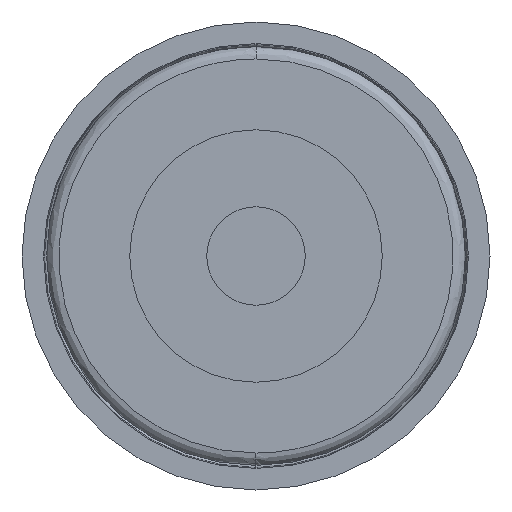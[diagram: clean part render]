
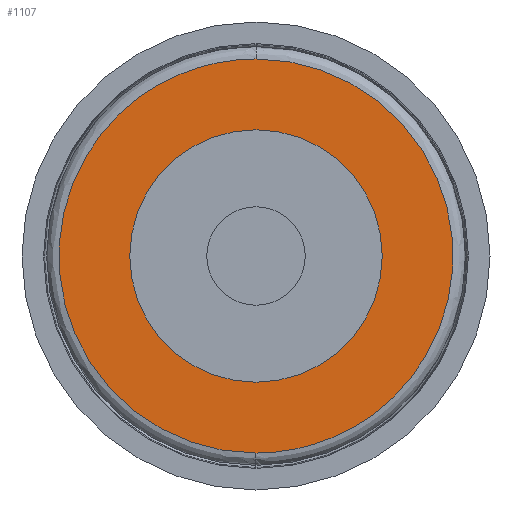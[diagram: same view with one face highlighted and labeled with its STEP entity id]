
A CAD part, front view. The second image highlights one B-rep face of the part: STEP entity #1107.
In plain terms, the highlighted planar face has unit normal (0, -1, 0).
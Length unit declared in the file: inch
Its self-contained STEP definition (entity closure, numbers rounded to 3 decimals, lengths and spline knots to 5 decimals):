
#87 = CARTESIAN_POINT ( 'NONE',  ( 4.00495, 0.8464, 0.99302 ) ) ;
#103 = CARTESIAN_POINT ( 'NONE',  ( 1.48526, 0.8464, 2.25286 ) ) ;
#319 = CARTESIAN_POINT ( 'NONE',  ( 1.48526, 0.8464, 0.99302 ) ) ;
#439 = DIRECTION ( 'NONE',  ( 0., -1., 0. ) ) ;
#512 = EDGE_CURVE ( 'NONE', #2368, #1831, #3289, .T. ) ;
#677 = EDGE_LOOP ( 'NONE', ( #4776, #1840 ) ) ;
#699 =( BOUNDED_CURVE ( )  B_SPLINE_CURVE ( 3, ( #319, #2619, #711, #3414 ),
 .UNSPECIFIED., .F., .F. ) 
 B_SPLINE_CURVE_WITH_KNOTS ( ( 4, 4 ),
 ( 0., 1. ),
 .UNSPECIFIED. ) 
 CURVE ( )  GEOMETRIC_REPRESENTATION_ITEM ( )  RATIONAL_B_SPLINE_CURVE ( ( 1., 0.333, 0.333, 1. ) ) 
 REPRESENTATION_ITEM ( '' )  );
#711 = CARTESIAN_POINT ( 'NONE',  ( -1.03442, 0.8464, 3.5127 ) ) ;
#1015 = CARTESIAN_POINT ( 'NONE',  ( 1.48526, 0.8464, 2.25286 ) ) ;
#1107 = ADVANCED_FACE ( 'NONE', ( #2587, #2483 ), #2137, .T. ) ;
#1179 = CARTESIAN_POINT ( 'NONE',  ( 2.29235, 0.8464, 2.25286 ) ) ;
#1294 = VERTEX_POINT ( 'NONE', #4962 ) ;
#1395 = DIRECTION ( 'NONE',  ( 0., 0., -1. ) ) ;
#1462 = EDGE_CURVE ( 'NONE', #1294, #3477, #3799, .T. ) ;
#1831 = VERTEX_POINT ( 'NONE', #4001 ) ;
#1840 = ORIENTED_EDGE ( 'NONE', *, *, #2147, .F. ) ;
#2126 = AXIS2_PLACEMENT_3D ( 'NONE', #1015, #3724, #1395 ) ;
#2137 = PLANE ( 'NONE',  #3177 ) ;
#2147 = EDGE_CURVE ( 'NONE', #3477, #1294, #699, .T. ) ;
#2368 = VERTEX_POINT ( 'NONE', #4841 ) ;
#2383 = CARTESIAN_POINT ( 'NONE',  ( 4.00495, 0.8464, 3.5127 ) ) ;
#2405 = DIRECTION ( 'NONE',  ( 0., 1., 0. ) ) ;
#2483 = FACE_OUTER_BOUND ( 'NONE', #677, .T. ) ;
#2587 = FACE_BOUND ( 'NONE', #2924, .T. ) ;
#2619 = CARTESIAN_POINT ( 'NONE',  ( -1.03442, 0.8464, 0.99302 ) ) ;
#2745 = DIRECTION ( 'NONE',  ( 0., 0., -1. ) ) ;
#2779 = CARTESIAN_POINT ( 'NONE',  ( 1.48526, 0.8464, 0.99302 ) ) ;
#2819 = ORIENTED_EDGE ( 'NONE', *, *, #4730, .T. ) ;
#2924 = EDGE_LOOP ( 'NONE', ( #4719, #2819 ) ) ;
#3177 = AXIS2_PLACEMENT_3D ( 'NONE', #1179, #439, #2745 ) ;
#3289 = CIRCLE ( 'NONE', #3460, 0.80709 ) ;
#3414 = CARTESIAN_POINT ( 'NONE',  ( 1.48526, 0.8464, 3.5127 ) ) ;
#3460 = AXIS2_PLACEMENT_3D ( 'NONE', #103, #2405, #4700 ) ;
#3477 = VERTEX_POINT ( 'NONE', #3793 ) ;
#3724 = DIRECTION ( 'NONE',  ( 0., 1., 0. ) ) ;
#3793 = CARTESIAN_POINT ( 'NONE',  ( 1.48526, 0.8464, 0.99302 ) ) ;
#3799 =( BOUNDED_CURVE ( )  B_SPLINE_CURVE ( 3, ( #4305, #2383, #87, #2779 ),
 .UNSPECIFIED., .F., .F. ) 
 B_SPLINE_CURVE_WITH_KNOTS ( ( 4, 4 ),
 ( 0., 1. ),
 .UNSPECIFIED. ) 
 CURVE ( )  GEOMETRIC_REPRESENTATION_ITEM ( )  RATIONAL_B_SPLINE_CURVE ( ( 1., 0.333, 0.333, 1. ) ) 
 REPRESENTATION_ITEM ( '' )  );
#4001 = CARTESIAN_POINT ( 'NONE',  ( 1.48526, 0.8464, 3.05995 ) ) ;
#4305 = CARTESIAN_POINT ( 'NONE',  ( 1.48526, 0.8464, 3.5127 ) ) ;
#4455 = CIRCLE ( 'NONE', #2126, 0.80709 ) ;
#4700 = DIRECTION ( 'NONE',  ( 0., 0., -1. ) ) ;
#4719 = ORIENTED_EDGE ( 'NONE', *, *, #512, .T. ) ;
#4730 = EDGE_CURVE ( 'NONE', #1831, #2368, #4455, .T. ) ;
#4776 = ORIENTED_EDGE ( 'NONE', *, *, #1462, .F. ) ;
#4841 = CARTESIAN_POINT ( 'NONE',  ( 1.48526, 0.8464, 1.44577 ) ) ;
#4962 = CARTESIAN_POINT ( 'NONE',  ( 1.48526, 0.8464, 3.5127 ) ) ;
